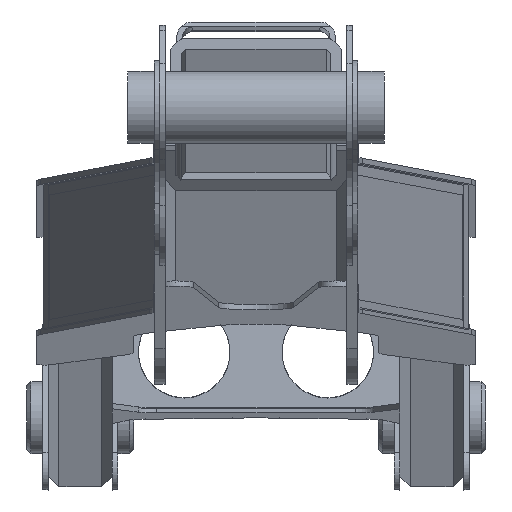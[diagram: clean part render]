
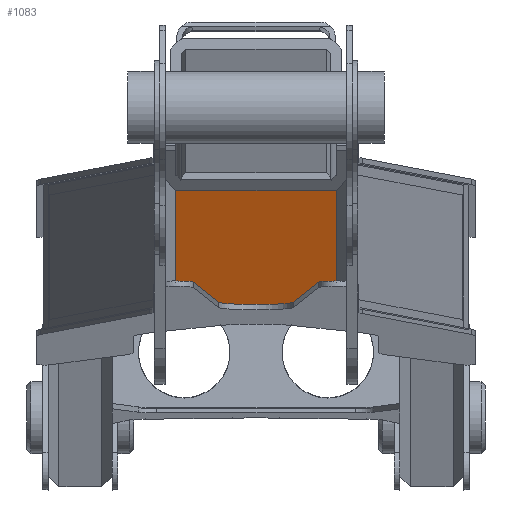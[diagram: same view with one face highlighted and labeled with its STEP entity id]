
A CAD part, front view. The second image highlights one B-rep face of the part: STEP entity #1083.
In plain terms, the highlighted planar face has unit normal (0, -0.07, -0.998).
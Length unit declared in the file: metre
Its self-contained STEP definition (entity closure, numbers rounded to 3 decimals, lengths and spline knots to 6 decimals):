
#1083 = ADVANCED_FACE( '', ( #2307 ), #2308, .T. );
#2307 = FACE_OUTER_BOUND( '', #3618, .T. );
#2308 = PLANE( '', #3619 );
#3618 = EDGE_LOOP( '', ( #7034, #7035, #7036, #7037, #7038, #7039, #7040, #7041 ) );
#3619 = AXIS2_PLACEMENT_3D( '', #7042, #7043, #7044 );
#7034 = ORIENTED_EDGE( '', *, *, #8954, .T. );
#7035 = ORIENTED_EDGE( '', *, *, #9283, .T. );
#7036 = ORIENTED_EDGE( '', *, *, #9284, .T. );
#7037 = ORIENTED_EDGE( '', *, *, #9285, .T. );
#7038 = ORIENTED_EDGE( '', *, *, #9286, .F. );
#7039 = ORIENTED_EDGE( '', *, *, #9287, .F. );
#7040 = ORIENTED_EDGE( '', *, *, #9288, .T. );
#7041 = ORIENTED_EDGE( '', *, *, #8573, .T. );
#7042 = CARTESIAN_POINT( '', ( 0., -0.247002, 1.240647 ) );
#7043 = DIRECTION( '', ( 0., -0.07, -0.998 ) );
#7044 = DIRECTION( '', ( 0., 0.998, -0.07 ) );
#8573 = EDGE_CURVE( '', #10655, #10653, #10656, .T. );
#8954 = EDGE_CURVE( '', #10653, #10626, #11196, .T. );
#9283 = EDGE_CURVE( '', #10626, #11609, #11610, .T. );
#9284 = EDGE_CURVE( '', #11609, #11611, #11612, .T. );
#9285 = EDGE_CURVE( '', #11611, #11613, #11614, .T. );
#9286 = EDGE_CURVE( '', #11615, #11613, #11616, .T. );
#9287 = EDGE_CURVE( '', #11471, #11615, #11617, .T. );
#9288 = EDGE_CURVE( '', #11471, #10655, #11618, .T. );
#10626 = VERTEX_POINT( '', #13435 );
#10653 = VERTEX_POINT( '', #13472 );
#10655 = VERTEX_POINT( '', #13475 );
#10656 = LINE( '', #13476, #13477 );
#11196 = LINE( '', #14257, #14258 );
#11471 = VERTEX_POINT( '', #14643 );
#11609 = VERTEX_POINT( '', #14832 );
#11610 = CIRCLE( '', #14833, 0.021181 );
#11611 = VERTEX_POINT( '', #14834 );
#11612 = LINE( '', #14835, #14836 );
#11613 = VERTEX_POINT( '', #14837 );
#11614 = CIRCLE( '', #14838, 0.045112 );
#11615 = VERTEX_POINT( '', #14839 );
#11616 = LINE( '', #14840, #14841 );
#11617 = CIRCLE( '', #14842, 0.021181 );
#11618 = LINE( '', #14843, #14844 );
#13435 = CARTESIAN_POINT( '', ( -0.095026, -0.696177, 1.272057 ) );
#13472 = CARTESIAN_POINT( '', ( -0.095026, -2.223642, 1.378868 ) );
#13475 = CARTESIAN_POINT( '', ( 0.095026, -2.223642, 1.378868 ) );
#13476 = CARTESIAN_POINT( '', ( 0., -2.223642, 1.378868 ) );
#13477 = VECTOR( '', #15944, 1. );
#14257 = CARTESIAN_POINT( '', ( -0.095026, -0.247002, 1.240647 ) );
#14258 = VECTOR( '', #16388, 1. );
#14643 = CARTESIAN_POINT( '', ( 0.095026, -0.696177, 1.272057 ) );
#14832 = CARTESIAN_POINT( '', ( -0.074596, -0.6769, 1.270709 ) );
#14833 = AXIS2_PLACEMENT_3D( '', #16733, #16734, #16735 );
#14834 = CARTESIAN_POINT( '', ( -0.04494, -0.33876, 1.247064 ) );
#14835 = CARTESIAN_POINT( '', ( -0.072373, -0.651562, 1.268937 ) );
#14836 = VECTOR( '', #16736, 1. );
#14837 = CARTESIAN_POINT( '', ( 0.04494, -0.33876, 1.247064 ) );
#14838 = AXIS2_PLACEMENT_3D( '', #16737, #16738, #16739 );
#14839 = CARTESIAN_POINT( '', ( 0.074596, -0.6769, 1.270709 ) );
#14840 = CARTESIAN_POINT( '', ( 0.072373, -0.651562, 1.268937 ) );
#14841 = VECTOR( '', #16740, 1. );
#14842 = AXIS2_PLACEMENT_3D( '', #16741, #16742, #16743 );
#14843 = CARTESIAN_POINT( '', ( 0.095026, -2.356348, 1.388147 ) );
#14844 = VECTOR( '', #16744, 1. );
#15944 = DIRECTION( '', ( -1., 0., 0. ) );
#16388 = DIRECTION( '', ( 0., 0.998, -0.07 ) );
#16733 = CARTESIAN_POINT( '', ( -0.095696, -0.675058, 1.27058 ) );
#16734 = DIRECTION( '', ( 0., 0.07, 0.998 ) );
#16735 = DIRECTION( '', ( 0., 0.998, -0.07 ) );
#16736 = DIRECTION( '', ( 0.087, 0.994, -0.069 ) );
#16737 = CARTESIAN_POINT( '', ( 0., -0.342682, 1.247338 ) );
#16738 = DIRECTION( '', ( 0., -0.07, -0.998 ) );
#16739 = DIRECTION( '', ( 0., 0.998, -0.07 ) );
#16740 = DIRECTION( '', ( -0.087, 0.994, -0.069 ) );
#16741 = CARTESIAN_POINT( '', ( 0.095696, -0.675058, 1.27058 ) );
#16742 = DIRECTION( '', ( 0., -0.07, -0.998 ) );
#16743 = DIRECTION( '', ( 0., 0.998, -0.07 ) );
#16744 = DIRECTION( '', ( 0., -0.998, 0.07 ) );
